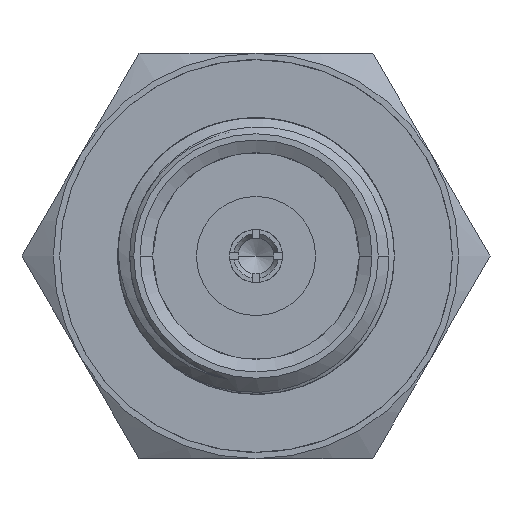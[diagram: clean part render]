
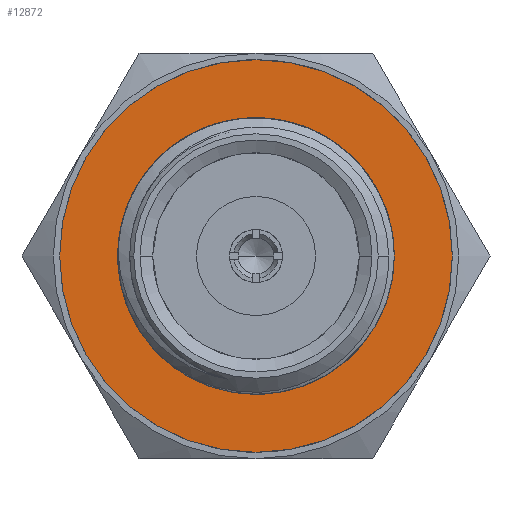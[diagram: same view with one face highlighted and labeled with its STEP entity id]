
A CAD part, left-side view. The second image highlights one B-rep face of the part: STEP entity #12872.
In plain terms, the highlighted planar face has unit normal (-1, 0, 0).
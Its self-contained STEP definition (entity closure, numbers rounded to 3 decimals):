
#1944=CARTESIAN_POINT('',(0.25,0.,0.));
#1945=DIRECTION('',(-1.,0.,0.));
#1946=DIRECTION('',(0.,1.,0.));
#1947=AXIS2_PLACEMENT_3D('',#1944,#1945,#1946);
#1949=CARTESIAN_POINT('',(0.25,0.,0.));
#1950=DIRECTION('',(1.,0.,0.));
#1951=DIRECTION('',(0.,1.,0.));
#1952=AXIS2_PLACEMENT_3D('',#1949,#1950,#1951);
#1963=CARTESIAN_POINT('',(0.25,0.,0.));
#1964=DIRECTION('',(1.,0.,0.));
#1965=DIRECTION('',(0.,1.,0.));
#1966=AXIS2_PLACEMENT_3D('',#1963,#1964,#1965);
#6589=CARTESIAN_POINT('',(0.25,0.,0.));
#6590=DIRECTION('',(1.,0.,0.));
#6591=DIRECTION('',(0.,-1.,0.));
#6592=AXIS2_PLACEMENT_3D('',#6589,#6590,#6591);
#9873=CARTESIAN_POINT('',(0.25,7.75,0.));
#9874=CARTESIAN_POINT('',(0.25,-7.75,0.));
#9875=VERTEX_POINT('',#9873);
#9876=VERTEX_POINT('',#9874);
#9878=CARTESIAN_POINT('',(0.25,4.825,0.));
#9880=VERTEX_POINT('',#9878);
#9882=CARTESIAN_POINT('',(0.25,-4.825,0.));
#9884=VERTEX_POINT('',#9882);
#12857=CARTESIAN_POINT('',(0.25,0.,0.));
#12858=DIRECTION('',(1.,0.,0.));
#12859=DIRECTION('',(0.,-1.,0.));
#12860=AXIS2_PLACEMENT_3D('',#12857,#12858,#12859);
#12861=PLANE('',#12860);
#12863=ORIENTED_EDGE('',*,*,#12862,.T.);
#12865=ORIENTED_EDGE('',*,*,#12864,.T.);
#12866=EDGE_LOOP('',(#12863,#12865));
#12867=FACE_OUTER_BOUND('',#12866,.F.);
#12868=ORIENTED_EDGE('',*,*,#12839,.T.);
#12869=ORIENTED_EDGE('',*,*,#12850,.F.);
#12870=EDGE_LOOP('',(#12868,#12869));
#12871=FACE_BOUND('',#12870,.F.);
#12872=ADVANCED_FACE('',(#12867,#12871),#12861,.F.);
#1948=CIRCLE('',#1947,4.825);
#1953=CIRCLE('',#1952,4.825);
#1967=CIRCLE('',#1966,7.75);
#6593=CIRCLE('',#6592,7.75);
#12839=EDGE_CURVE('',#9880,#9884,#1948,.T.);
#12850=EDGE_CURVE('',#9880,#9884,#1953,.T.);
#12862=EDGE_CURVE('',#9875,#9876,#1967,.T.);
#12864=EDGE_CURVE('',#9876,#9875,#6593,.T.);
